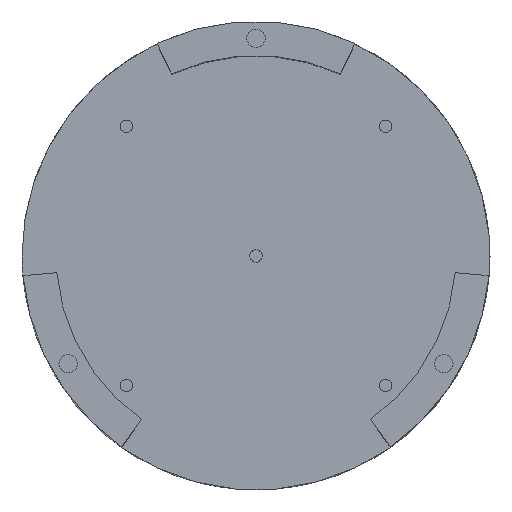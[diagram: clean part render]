
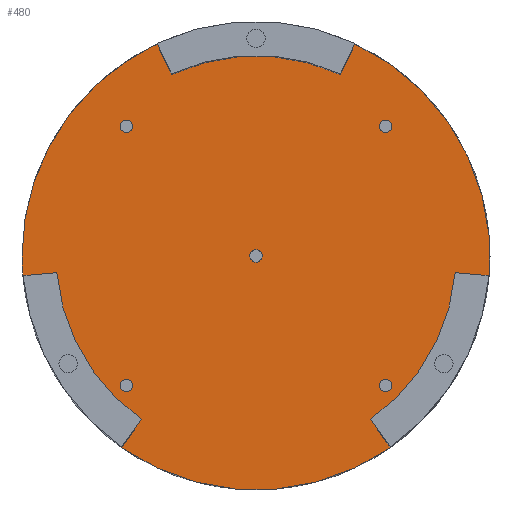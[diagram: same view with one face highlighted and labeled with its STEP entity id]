
A CAD part, top view. The second image highlights one B-rep face of the part: STEP entity #480.
In plain terms, the highlighted planar face has unit normal (0, 0, 1).
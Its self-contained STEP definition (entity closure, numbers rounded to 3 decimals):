
#18=FACE_BOUND('',#106,.T.);
#19=FACE_BOUND('',#107,.T.);
#20=FACE_BOUND('',#108,.T.);
#21=FACE_BOUND('',#109,.T.);
#22=FACE_BOUND('',#110,.T.);
#40=PLANE('',#555);
#71=FACE_OUTER_BOUND('',#105,.T.);
#105=EDGE_LOOP('',(#420,#421,#422,#423,#424,#425,#426,#427,#428,#429,#430,
#431,#432));
#106=EDGE_LOOP('',(#433));
#107=EDGE_LOOP('',(#434));
#108=EDGE_LOOP('',(#435));
#109=EDGE_LOOP('',(#436));
#110=EDGE_LOOP('',(#437));
#122=LINE('',#778,#155);
#126=LINE('',#787,#159);
#130=LINE('',#796,#163);
#134=LINE('',#805,#167);
#138=LINE('',#814,#171);
#142=LINE('',#823,#175);
#155=VECTOR('',#635,10.);
#159=VECTOR('',#641,10.);
#163=VECTOR('',#647,10.);
#167=VECTOR('',#653,10.);
#171=VECTOR('',#659,10.);
#175=VECTOR('',#665,10.);
#184=CIRCLE('',#509,1.45);
#186=CIRCLE('',#513,1.45);
#188=CIRCLE('',#517,1.45);
#190=CIRCLE('',#521,1.45);
#192=CIRCLE('',#525,1.45);
#200=CIRCLE('',#544,47.);
#201=CIRCLE('',#546,47.);
#202=CIRCLE('',#548,47.);
#203=CIRCLE('',#550,55.);
#205=CIRCLE('',#552,55.);
#206=CIRCLE('',#553,55.);
#207=CIRCLE('',#554,55.);
#214=VERTEX_POINT('',#737);
#216=VERTEX_POINT('',#744);
#218=VERTEX_POINT('',#751);
#220=VERTEX_POINT('',#758);
#222=VERTEX_POINT('',#765);
#226=VERTEX_POINT('',#775);
#227=VERTEX_POINT('',#777);
#230=VERTEX_POINT('',#784);
#231=VERTEX_POINT('',#786);
#234=VERTEX_POINT('',#793);
#235=VERTEX_POINT('',#795);
#238=VERTEX_POINT('',#802);
#239=VERTEX_POINT('',#804);
#242=VERTEX_POINT('',#811);
#243=VERTEX_POINT('',#813);
#246=VERTEX_POINT('',#820);
#247=VERTEX_POINT('',#822);
#248=VERTEX_POINT('',#841);
#259=EDGE_CURVE('',#214,#214,#184,.T.);
#262=EDGE_CURVE('',#216,#216,#186,.T.);
#265=EDGE_CURVE('',#218,#218,#188,.T.);
#268=EDGE_CURVE('',#220,#220,#190,.T.);
#271=EDGE_CURVE('',#222,#222,#192,.T.);
#276=EDGE_CURVE('',#226,#227,#122,.T.);
#280=EDGE_CURVE('',#230,#231,#126,.T.);
#284=EDGE_CURVE('',#234,#235,#130,.T.);
#288=EDGE_CURVE('',#238,#239,#134,.T.);
#292=EDGE_CURVE('',#242,#243,#138,.T.);
#296=EDGE_CURVE('',#246,#247,#142,.T.);
#304=EDGE_CURVE('',#234,#247,#200,.T.);
#305=EDGE_CURVE('',#226,#239,#201,.T.);
#306=EDGE_CURVE('',#242,#231,#202,.T.);
#307=EDGE_CURVE('',#243,#248,#203,.T.);
#310=EDGE_CURVE('',#248,#246,#205,.T.);
#311=EDGE_CURVE('',#235,#238,#206,.T.);
#312=EDGE_CURVE('',#227,#230,#207,.T.);
#420=ORIENTED_EDGE('',*,*,#304,.T.);
#421=ORIENTED_EDGE('',*,*,#296,.F.);
#422=ORIENTED_EDGE('',*,*,#310,.F.);
#423=ORIENTED_EDGE('',*,*,#307,.F.);
#424=ORIENTED_EDGE('',*,*,#292,.F.);
#425=ORIENTED_EDGE('',*,*,#306,.T.);
#426=ORIENTED_EDGE('',*,*,#280,.F.);
#427=ORIENTED_EDGE('',*,*,#312,.F.);
#428=ORIENTED_EDGE('',*,*,#276,.F.);
#429=ORIENTED_EDGE('',*,*,#305,.T.);
#430=ORIENTED_EDGE('',*,*,#288,.F.);
#431=ORIENTED_EDGE('',*,*,#311,.F.);
#432=ORIENTED_EDGE('',*,*,#284,.F.);
#433=ORIENTED_EDGE('',*,*,#259,.T.);
#434=ORIENTED_EDGE('',*,*,#262,.T.);
#435=ORIENTED_EDGE('',*,*,#265,.T.);
#436=ORIENTED_EDGE('',*,*,#268,.T.);
#437=ORIENTED_EDGE('',*,*,#271,.T.);
#480=ADVANCED_FACE('',(#71,#18,#19,#20,#21,#22),#40,.T.);
#509=AXIS2_PLACEMENT_3D('',#738,#588,#589);
#513=AXIS2_PLACEMENT_3D('',#745,#597,#598);
#517=AXIS2_PLACEMENT_3D('',#752,#606,#607);
#521=AXIS2_PLACEMENT_3D('',#759,#615,#616);
#525=AXIS2_PLACEMENT_3D('',#766,#624,#625);
#544=AXIS2_PLACEMENT_3D('',#835,#687,#688);
#546=AXIS2_PLACEMENT_3D('',#837,#691,#692);
#548=AXIS2_PLACEMENT_3D('',#839,#695,#696);
#550=AXIS2_PLACEMENT_3D('',#842,#699,#700);
#552=AXIS2_PLACEMENT_3D('',#846,#704,#705);
#553=AXIS2_PLACEMENT_3D('',#847,#706,#707);
#554=AXIS2_PLACEMENT_3D('',#848,#708,#709);
#555=AXIS2_PLACEMENT_3D('',#849,#710,#711);
#588=DIRECTION('center_axis',(0.,0.,-1.));
#589=DIRECTION('ref_axis',(-1.,0.,0.));
#597=DIRECTION('center_axis',(0.,0.,-1.));
#598=DIRECTION('ref_axis',(-1.,0.,0.));
#606=DIRECTION('center_axis',(0.,0.,-1.));
#607=DIRECTION('ref_axis',(-1.,0.,0.));
#615=DIRECTION('center_axis',(0.,0.,-1.));
#616=DIRECTION('ref_axis',(-1.,0.,0.));
#624=DIRECTION('center_axis',(0.,0.,-1.));
#625=DIRECTION('ref_axis',(-1.,0.,0.));
#635=DIRECTION('',(0.574,-0.819,0.));
#641=DIRECTION('',(0.574,0.819,0.));
#647=DIRECTION('',(0.423,0.906,0.));
#653=DIRECTION('',(-0.996,0.087,0.));
#659=DIRECTION('',(-0.996,-0.087,0.));
#665=DIRECTION('',(0.423,-0.906,0.));
#687=DIRECTION('center_axis',(0.,0.,1.));
#688=DIRECTION('ref_axis',(-1.,0.,0.));
#691=DIRECTION('center_axis',(0.,0.,1.));
#692=DIRECTION('ref_axis',(-1.,0.,0.));
#695=DIRECTION('center_axis',(0.,0.,1.));
#696=DIRECTION('ref_axis',(-1.,0.,0.));
#699=DIRECTION('center_axis',(0.,0.,-1.));
#700=DIRECTION('ref_axis',(1.,0.,0.));
#704=DIRECTION('center_axis',(0.,0.,-1.));
#705=DIRECTION('ref_axis',(1.,0.,0.));
#706=DIRECTION('center_axis',(0.,0.,-1.));
#707=DIRECTION('ref_axis',(1.,0.,0.));
#708=DIRECTION('center_axis',(0.,0.,-1.));
#709=DIRECTION('ref_axis',(1.,0.,0.));
#710=DIRECTION('center_axis',(0.,0.,1.));
#711=DIRECTION('ref_axis',(1.,0.,0.));
#737=CARTESIAN_POINT('',(31.93,30.48,10.));
#738=CARTESIAN_POINT('Origin',(30.48,30.48,10.));
#744=CARTESIAN_POINT('',(1.45,0.,10.));
#745=CARTESIAN_POINT('Origin',(0.,0.,10.));
#751=CARTESIAN_POINT('',(-29.03,-30.48,10.));
#752=CARTESIAN_POINT('Origin',(-30.48,-30.48,10.));
#758=CARTESIAN_POINT('',(-29.03,30.48,10.));
#759=CARTESIAN_POINT('Origin',(-30.48,30.48,10.));
#765=CARTESIAN_POINT('',(31.93,-30.48,10.));
#766=CARTESIAN_POINT('Origin',(30.48,-30.48,10.));
#775=CARTESIAN_POINT('',(26.958,-38.5,10.));
#777=CARTESIAN_POINT('',(31.547,-45.053,10.));
#778=CARTESIAN_POINT('',(0.,0.,10.));
#784=CARTESIAN_POINT('',(-31.547,-45.053,10.));
#786=CARTESIAN_POINT('',(-26.958,-38.5,10.));
#787=CARTESIAN_POINT('',(0.,0.,10.));
#793=CARTESIAN_POINT('',(19.863,42.596,10.));
#795=CARTESIAN_POINT('',(23.244,49.847,10.));
#796=CARTESIAN_POINT('',(0.,0.,10.));
#802=CARTESIAN_POINT('',(54.791,-4.794,10.));
#804=CARTESIAN_POINT('',(46.821,-4.096,10.));
#805=CARTESIAN_POINT('',(0.,0.,10.));
#811=CARTESIAN_POINT('',(-46.821,-4.096,10.));
#813=CARTESIAN_POINT('',(-54.791,-4.794,10.));
#814=CARTESIAN_POINT('',(0.,0.,10.));
#820=CARTESIAN_POINT('',(-23.244,49.847,10.));
#822=CARTESIAN_POINT('',(-19.863,42.596,10.));
#823=CARTESIAN_POINT('',(0.,0.,10.));
#835=CARTESIAN_POINT('Origin',(0.,0.,10.));
#837=CARTESIAN_POINT('Origin',(0.,0.,10.));
#839=CARTESIAN_POINT('Origin',(0.,0.,10.));
#841=CARTESIAN_POINT('',(-55.,0.,10.));
#842=CARTESIAN_POINT('Origin',(0.,0.,10.));
#846=CARTESIAN_POINT('Origin',(0.,0.,10.));
#847=CARTESIAN_POINT('Origin',(0.,0.,10.));
#848=CARTESIAN_POINT('Origin',(0.,0.,10.));
#849=CARTESIAN_POINT('Origin',(0.,0.,10.));
